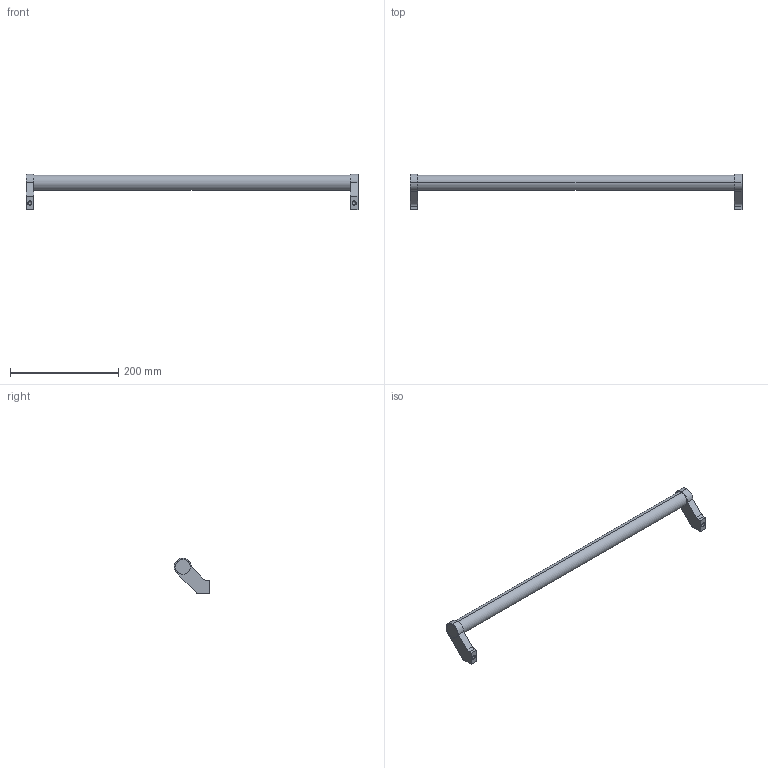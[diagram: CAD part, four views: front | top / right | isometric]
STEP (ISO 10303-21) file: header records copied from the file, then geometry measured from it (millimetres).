
FILE_DESCRIPTION(('STEP AP214'),'1');
FILE_NAME('HALDERN_EH_24321_0065.stp','2020-02-28T09:40:31',('TraceParts'),('TraceParts S.A.'),'Spatial InterOp 3D',' ',' ');
FILE_SCHEMA(('AUTOMOTIVE_DESIGN { 1 0 10303 214 1 1 1 1 }'));
Length unit declared in the file: millimetre
Products named in the file (1): HALDERN_EH_24321_0065
Bounding box: 614 x 65.97 x 66 mm (x, y, z)
Volume: 421530.9 mm3; surface area: 66844.2 mm2
Topology: 1 solids, 1 shells, 58 faces, 132 edges, 82 vertices
Faces by surface type: cylinder 26, plane 20, cone 12
Entity records: 2092 total; most frequent: DIRECTION 306, CARTESIAN_POINT 269, ORIENTED_EDGE 256, EDGE_CURVE 128, AXIS2_PLACEMENT_3D 119, VERTEX_POINT 82, EDGE_LOOP 68, LINE 68
